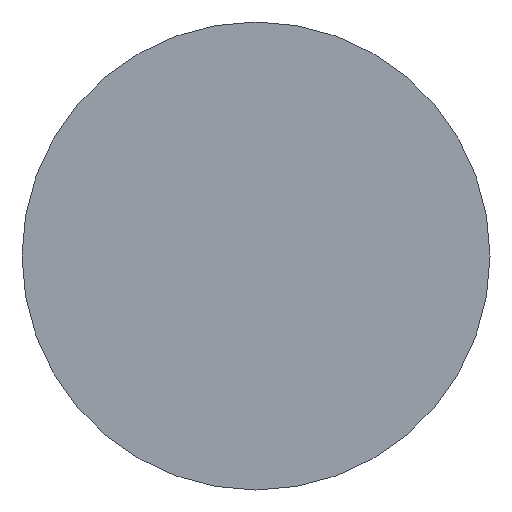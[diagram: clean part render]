
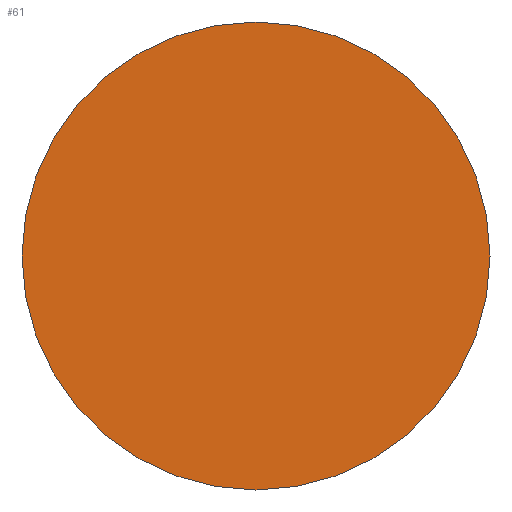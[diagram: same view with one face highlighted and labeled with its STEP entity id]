
A CAD part, front view. The second image highlights one B-rep face of the part: STEP entity #61.
In plain terms, the highlighted planar face has unit normal (0, -1, 0).
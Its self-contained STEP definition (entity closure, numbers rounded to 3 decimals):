
#15=PLANE('',#84);
#21=FACE_OUTER_BOUND('',#24,.T.);
#24=EDGE_LOOP('',(#56,#57));
#29=CIRCLE('',#82,10.);
#30=CIRCLE('',#83,10.);
#35=VERTEX_POINT('',#117);
#36=VERTEX_POINT('',#118);
#41=EDGE_CURVE('',#35,#36,#29,.T.);
#42=EDGE_CURVE('',#36,#35,#30,.T.);
#56=ORIENTED_EDGE('',*,*,#41,.T.);
#57=ORIENTED_EDGE('',*,*,#42,.T.);
#61=ADVANCED_FACE('',(#21),#15,.T.);
#82=AXIS2_PLACEMENT_3D('',#119,#99,#100);
#83=AXIS2_PLACEMENT_3D('',#120,#101,#102);
#84=AXIS2_PLACEMENT_3D('',#122,#104,#105);
#99=DIRECTION('center_axis',(0.,-1.,0.));
#100=DIRECTION('ref_axis',(1.,0.,0.));
#101=DIRECTION('center_axis',(0.,-1.,0.));
#102=DIRECTION('ref_axis',(1.,0.,0.));
#104=DIRECTION('center_axis',(0.,-1.,0.));
#105=DIRECTION('ref_axis',(0.,0.,-1.));
#117=CARTESIAN_POINT('',(10.,0.,0.));
#118=CARTESIAN_POINT('',(-10.,0.,0.));
#119=CARTESIAN_POINT('Origin',(0.,0.,0.));
#120=CARTESIAN_POINT('Origin',(0.,0.,0.));
#122=CARTESIAN_POINT('Origin',(0.,0.,0.));
